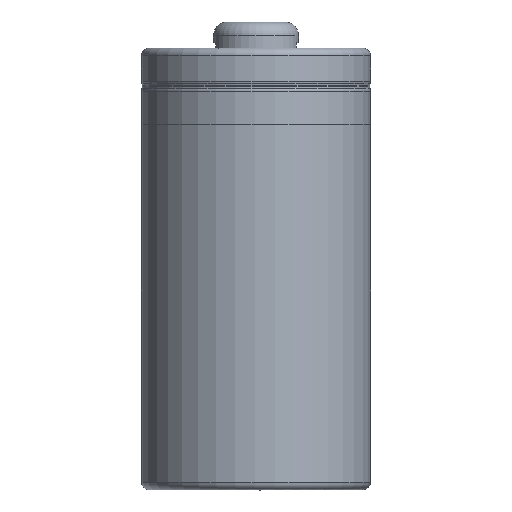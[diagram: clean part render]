
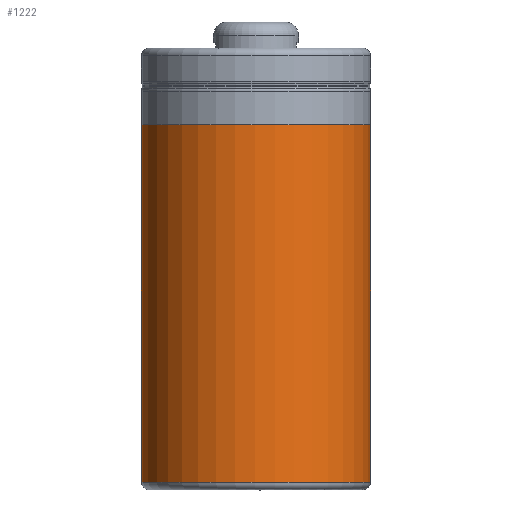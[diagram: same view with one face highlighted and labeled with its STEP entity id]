
A CAD part, front view. The second image highlights one B-rep face of the part: STEP entity #1222.
In plain terms, the highlighted cylindrical face has radius 8.35 mm (diameter 16.7 mm), a partial arc.
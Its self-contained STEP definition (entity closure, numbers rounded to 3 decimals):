
#113=LINE('',#1922,#198);
#114=LINE('',#1925,#199);
#198=VECTOR('',#1517,10.);
#199=VECTOR('',#1520,10.);
#279=CYLINDRICAL_SURFACE('',#1326,8.35);
#298=FACE_OUTER_BOUND('',#377,.T.);
#377=EDGE_LOOP('',(#861,#862,#863,#864));
#463=CIRCLE('',#1327,8.35);
#464=CIRCLE('',#1328,8.35);
#547=VERTEX_POINT('',#1911);
#550=VERTEX_POINT('',#1919);
#551=VERTEX_POINT('',#1921);
#552=VERTEX_POINT('',#1923);
#667=EDGE_CURVE('',#547,#550,#463,.T.);
#668=EDGE_CURVE('',#551,#547,#113,.T.);
#669=EDGE_CURVE('',#552,#551,#464,.T.);
#670=EDGE_CURVE('',#552,#550,#114,.T.);
#861=ORIENTED_EDGE('',*,*,#667,.F.);
#862=ORIENTED_EDGE('',*,*,#668,.F.);
#863=ORIENTED_EDGE('',*,*,#669,.F.);
#864=ORIENTED_EDGE('',*,*,#670,.T.);
#1222=ADVANCED_FACE('',(#298),#279,.T.);
#1326=AXIS2_PLACEMENT_3D('',#1918,#1513,#1514);
#1327=AXIS2_PLACEMENT_3D('',#1920,#1515,#1516);
#1328=AXIS2_PLACEMENT_3D('',#1924,#1518,#1519);
#1513=DIRECTION('center_axis',(0.,0.,-1.));
#1514=DIRECTION('ref_axis',(-0.008,-1.,0.));
#1515=DIRECTION('center_axis',(0.,0.,1.));
#1516=DIRECTION('ref_axis',(0.,1.,0.));
#1517=DIRECTION('',(0.,0.,1.));
#1518=DIRECTION('center_axis',(0.,0.,-1.));
#1519=DIRECTION('ref_axis',(0.009,-1.,0.));
#1520=DIRECTION('',(0.,0.,1.));
#1911=CARTESIAN_POINT('',(-0.146,8.349,26.5));
#1918=CARTESIAN_POINT('Origin',(0.,0.,14.5));
#1919=CARTESIAN_POINT('',(0.274,8.345,26.5));
#1920=CARTESIAN_POINT('Origin',(0.,0.,26.5));
#1921=CARTESIAN_POINT('',(-0.146,8.349,0.45));
#1922=CARTESIAN_POINT('',(-0.146,8.349,29.05));
#1923=CARTESIAN_POINT('',(0.274,8.345,0.45));
#1924=CARTESIAN_POINT('Origin',(0.,0.,0.45));
#1925=CARTESIAN_POINT('',(0.274,8.345,14.5));
